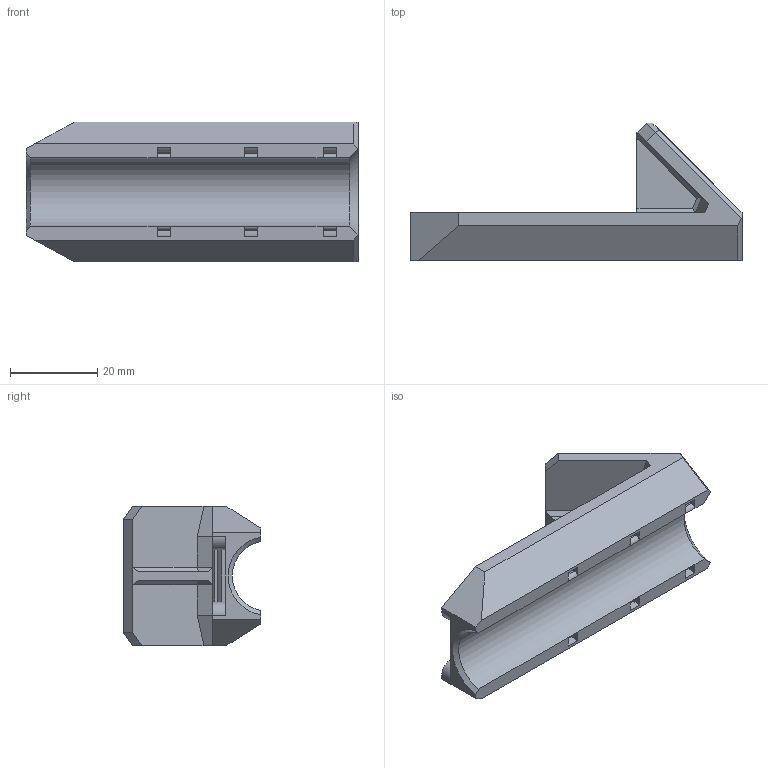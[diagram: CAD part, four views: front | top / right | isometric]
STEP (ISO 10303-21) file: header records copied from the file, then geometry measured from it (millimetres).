
FILE_DESCRIPTION(/* description */ (''),/* implementation_level */ '2;1');
FILE_NAME(/* name */ 'GPS_holder v4.step',/* time_stamp */ '2022-10-05T09:44:05+02:00',/* author */ (''),/* organization */ (''),/* preprocessor_version */ 'ST-DEVELOPER v19',/* originating_system */ 'Autodesk Translation Framework v11.7.0.108',/* authorisation */ '');
FILE_SCHEMA (('AUTOMOTIVE_DESIGN { 1 0 10303 214 3 1 1 }'));
Length unit declared in the file: millimetre
Products named in the file (1): GPS_holder
Bounding box: 76 x 31.51 x 32 mm (x, y, z)
Volume: 17533.8 mm3; surface area: 9930.6 mm2
Topology: 1 solids, 1 shells, 113 faces, 310 edges, 194 vertices
Faces by surface type: plane 87, cylinder 23, cone 3
Full cylindrical faces by diameter (mm): 2.5 x4
Entity records: 3550 total; most frequent: CARTESIAN_POINT 629, ORIENTED_EDGE 618, DIRECTION 583, EDGE_CURVE 309, LINE 251, VECTOR 251, VERTEX_POINT 194, AXIS2_PLACEMENT_3D 166
